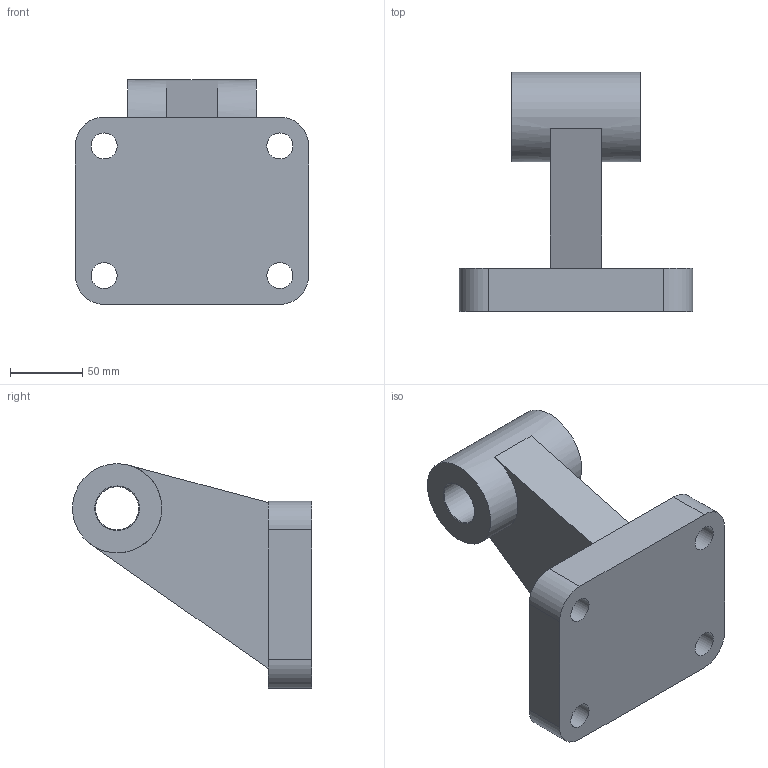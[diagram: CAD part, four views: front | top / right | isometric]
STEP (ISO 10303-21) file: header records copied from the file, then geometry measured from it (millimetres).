
FILE_DESCRIPTION(/* description */ ('STEP AP214'),/* implementation_level */ '2;1');
FILE_NAME(/* name */ '33898_LNG-200',/* time_stamp */ '2024-09-04T18:49:29+02:00',/* author */ ('License CC BY-ND 4.0'),/* organization */ ('CADENAS'),/* preprocessor_version */ 'ST-DEVELOPER v19.3',/* originating_system */ 'PARTsolutions',/* authorisation */ ' ');
FILE_SCHEMA (('AUTOMOTIVE_DESIGN {1 0 10303 214 3 1 1}'));
Length unit declared in the file: millimetre
Products named in the file (1): 33898 LNG-200
Bounding box: 162 x 166 x 156 mm (x, y, z)
Volume: 1093474.8 mm3; surface area: 110753.2 mm2
Topology: 1 solids, 1 shells, 32 faces, 73 edges, 48 vertices
Faces by surface type: plane 16, cylinder 14, cone 2
Full cylindrical faces by diameter (mm): 18 x4, 26 x4, 30 x1, 62 x1
Entity records: 880 total; most frequent: DIRECTION 156, CARTESIAN_POINT 137, ORIENTED_EDGE 116, AXIS2_PLACEMENT_3D 65, EDGE_LOOP 60, FACE_BOUND 60, EDGE_CURVE 58, VERTEX_POINT 46
